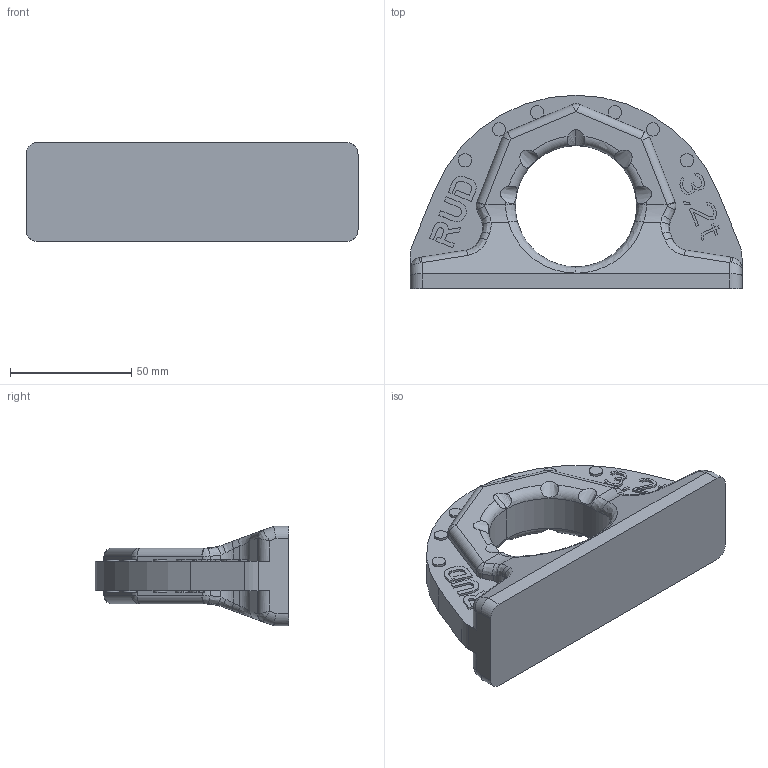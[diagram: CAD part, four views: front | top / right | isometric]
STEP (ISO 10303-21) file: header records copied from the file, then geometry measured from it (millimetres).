
FILE_DESCRIPTION((''),'2;1');
FILE_NAME('001-M33972-P1','2010-09-17T',('Rehwagena'),(''),'PRO/ENGINEER BY PARAMETRIC TECHNOLOGY CORPORATION, 2010140','PRO/ENGINEER BY PARAMETRIC TECHNOLOGY CORPORATION, 2010140','');
FILE_SCHEMA(('CONFIG_CONTROL_DESIGN'));
Length unit declared in the file: millimetre
Products named in the file (1): 001-M33972-P1
Bounding box: 137 x 79.8 x 41 mm (x, y, z)
Volume: 157397.9 mm3; surface area: 29686.7 mm2
Topology: 1 solids, 1 shells, 415 faces, 1101 edges, 710 vertices
Faces by surface type: plane 266, cylinder 89, bspline 46, extrusion 12, torus 2
Entity records: 14589 total; most frequent: CARTESIAN_POINT 4462, ORIENTED_EDGE 2202, DIRECTION 1923, EDGE_CURVE 1101, VECTOR 817, LINE 805, VERTEX_POINT 710, AXIS2_PLACEMENT_3D 553
